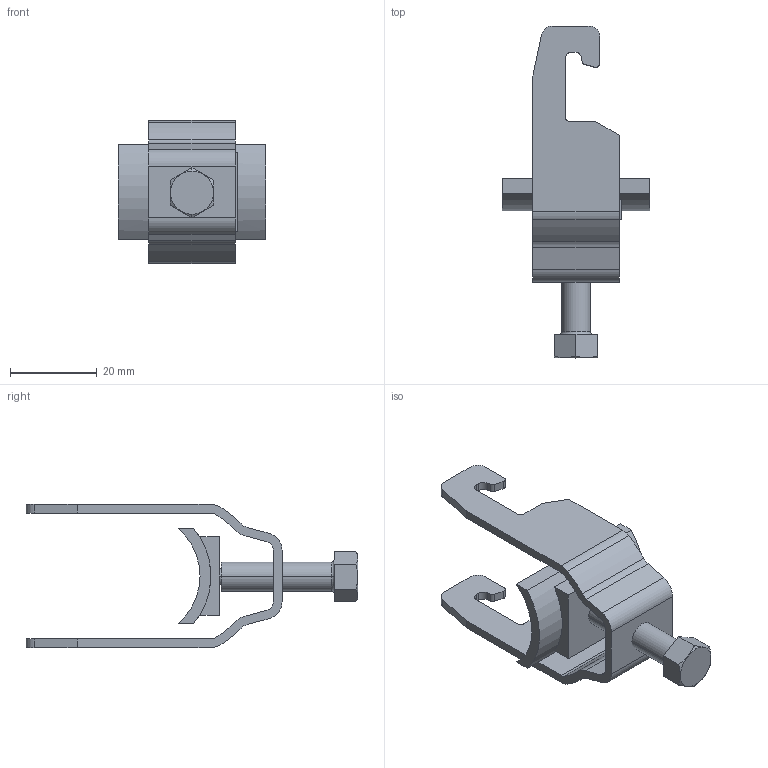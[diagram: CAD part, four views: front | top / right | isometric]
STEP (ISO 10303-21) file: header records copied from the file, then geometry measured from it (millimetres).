
FILE_DESCRIPTION((''),'2;1');
FILE_NAME('1175289_ASM','2013-03-12T',('AndreasKeweloh'),(''),'PRO/ENGINEER BY PARAMETRIC TECHNOLOGY CORPORATION, 2012360','PRO/ENGINEER BY PARAMETRIC TECHNOLOGY CORPORATION, 2012360','');
FILE_SCHEMA(('CONFIG_CONTROL_DESIGN'));
Length unit declared in the file: millimetre
Products named in the file (5): 1175289KUNSTST_ASM; 1175289SCHRAUBE_M8; 1175289SCHELLENKOERPER; 1175289_KUNSTSTOFF-DRUCKW; 1175289_ASM
Assembly tree (4 placements, depth 2):
  1175289_ASM
    1175289KUNSTST_ASM
    1175289SCHRAUBE_M8
    1175289SCHELLENKOERPER
    1175289_KUNSTSTOFF-DRUCKW
Bounding box: 34 x 76.5 x 33 mm (x, y, z)
Volume: 8891.4 mm3; surface area: 8326.4 mm2
Topology: 3 solids, 3 shells, 91 faces, 242 edges, 160 vertices
Faces by surface type: plane 49, cylinder 38, cone 2, torus 2
Entity records: 3024 total; most frequent: CARTESIAN_POINT 555, DIRECTION 520, ORIENTED_EDGE 484, EDGE_CURVE 242, AXIS2_PLACEMENT_3D 184, VERTEX_POINT 160, VECTOR 152, LINE 152
